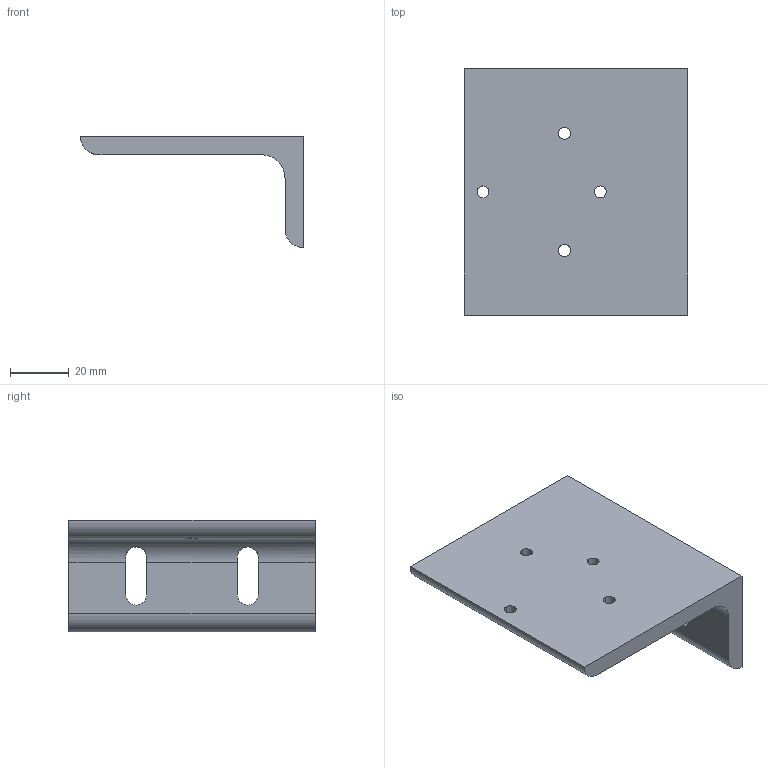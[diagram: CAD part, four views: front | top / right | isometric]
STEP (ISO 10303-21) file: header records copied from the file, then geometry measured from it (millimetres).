
FILE_DESCRIPTION((''),'2;1');
FILE_NAME('13AC7802.stp','2015-07-14T14:12:29',(''),(''),'Mechanical Desktop 2011','Mechanical Desktop 2011',', , ');
FILE_SCHEMA(('AUTOMOTIVE_DESIGN { 1 2 10303 214 1 1 1 1 }'));
Length unit declared in the file: inch
Products named in the file (1): Product
Bounding box: 76.2 x 84.07 x 38.1 mm (x, y, z)
Volume: 55299.8 mm3; surface area: 20164.7 mm2
Topology: 1 solids, 1 shells, 25 faces, 76 edges, 50 vertices
Faces by surface type: cylinder 15, plane 10
Entity records: 981 total; most frequent: CARTESIAN_POINT 203, DIRECTION 156, ORIENTED_EDGE 152, EDGE_CURVE 76, AXIS2_PLACEMENT_3D 57, VERTEX_POINT 50, VECTOR 42, LINE 42
